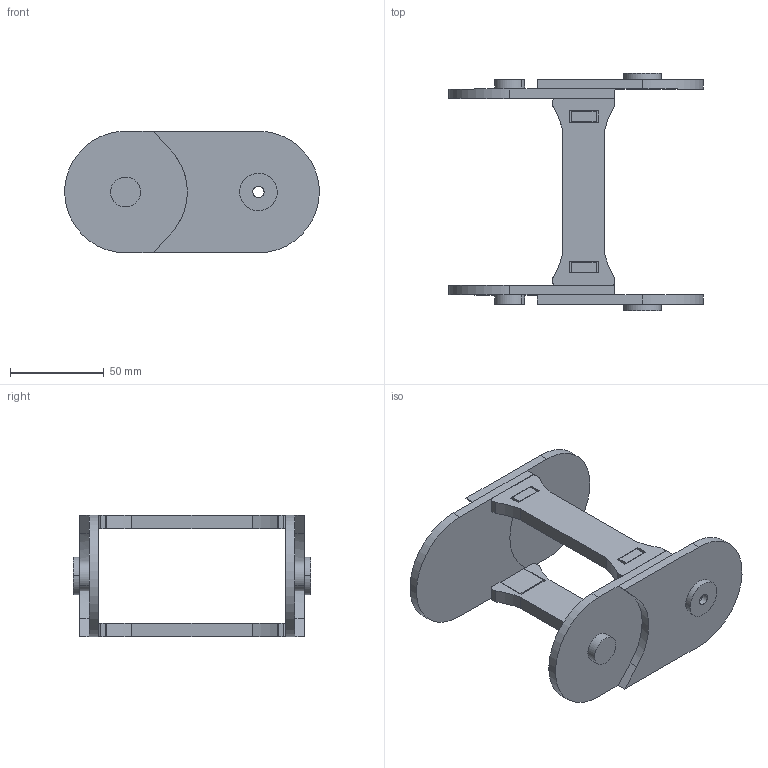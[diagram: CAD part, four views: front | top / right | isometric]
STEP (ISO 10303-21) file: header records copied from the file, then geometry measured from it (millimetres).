
FILE_DESCRIPTION(/* description */ (''),/* implementation_level */ '2;1');
FILE_NAME(/* name */ 'ELOT10~2',/* time_stamp */ '2023-07-12T16:12:46-03:00',/* author */ (''),/* organization */ (''),/* preprocessor_version */ 'ST-DEVELOPER v15',/* originating_system */ '',/* authorisation */ '');
FILE_SCHEMA (('AUTOMOTIVE_DESIGN'));
Length unit declared in the file: centimetre
Products named in the file (1): Document
Bounding box: 135.92 x 126.83 x 65 mm (x, y, z)
Volume: 126466.9 mm3; surface area: 55182 mm2
Topology: 4 solids, 4 shells, 162 faces, 416 edges, 274 vertices
Faces by surface type: plane 88, bspline 74
Entity records: 4565 total; most frequent: CARTESIAN_POINT 1999, ORIENTED_EDGE 832, EDGE_CURVE 416, VERTEX_POINT 274, EDGE_LOOP 184, B_SPLINE_CURVE_WITH_KNOTS 183, ADVANCED_FACE 162, FACE_OUTER_BOUND 162
